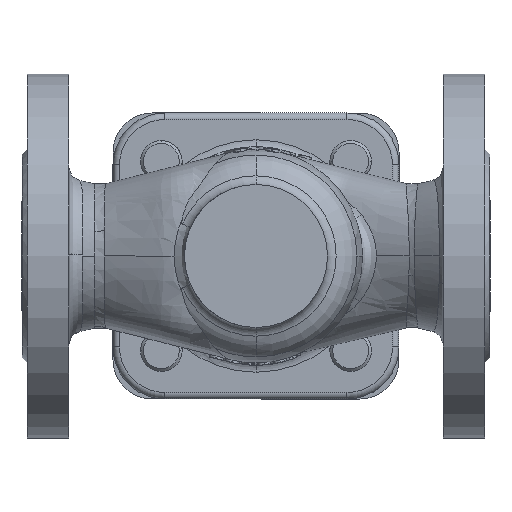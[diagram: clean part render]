
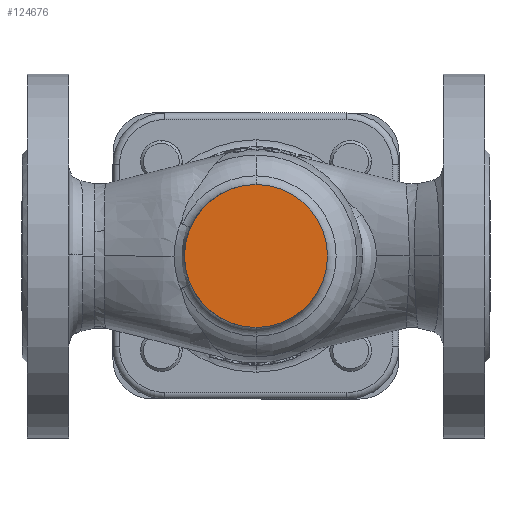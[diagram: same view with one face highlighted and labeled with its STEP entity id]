
A CAD part, front view. The second image highlights one B-rep face of the part: STEP entity #124676.
In plain terms, the highlighted planar face has unit normal (0, -1, 0).
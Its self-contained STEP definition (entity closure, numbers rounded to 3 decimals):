
#13665 = ORIENTED_EDGE ( 'NONE', *, *, #59914, .F. ) ;
#20215 = CARTESIAN_POINT ( 'NONE',  ( 0., -67., 0. ) ) ;
#24489 = VERTEX_POINT ( 'NONE', #116501 ) ;
#31816 = DIRECTION ( 'NONE',  ( 0., 0., 1. ) ) ;
#52962 = CARTESIAN_POINT ( 'NONE',  ( 0., -67., 0. ) ) ;
#55042 = CARTESIAN_POINT ( 'NONE',  ( 0., -67., 0. ) ) ;
#59914 = EDGE_CURVE ( 'NONE', #112240, #24489, #139886, .T. ) ;
#64542 = DIRECTION ( 'NONE',  ( 0., 0., 1. ) ) ;
#66624 = DIRECTION ( 'NONE',  ( 0., 1., 0. ) ) ;
#67062 = EDGE_LOOP ( 'NONE', ( #147643, #13665 ) ) ;
#97110 = CARTESIAN_POINT ( 'NONE',  ( 0., -67., 27.5 ) ) ;
#100939 = PLANE ( 'NONE',  #142859 ) ;
#100967 = DIRECTION ( 'NONE',  ( 0., 1., 0. ) ) ;
#103796 = AXIS2_PLACEMENT_3D ( 'NONE', #52962, #133730, #64542 ) ;
#105560 = AXIS2_PLACEMENT_3D ( 'NONE', #20215, #100967, #31816 ) ;
#112240 = VERTEX_POINT ( 'NONE', #97110 ) ;
#116501 = CARTESIAN_POINT ( 'NONE',  ( 0., -67., -27.5 ) ) ;
#118980 = EDGE_CURVE ( 'NONE', #24489, #112240, #144585, .T. ) ;
#124676 = ADVANCED_FACE ( 'NONE', ( #149880 ), #100939, .F. ) ;
#133730 = DIRECTION ( 'NONE',  ( 0., 1., 0. ) ) ;
#139886 = CIRCLE ( 'NONE', #105560, 27.5 ) ;
#142859 = AXIS2_PLACEMENT_3D ( 'NONE', #55042, #66624, #147491 ) ;
#144585 = CIRCLE ( 'NONE', #103796, 27.5 ) ;
#147491 = DIRECTION ( 'NONE',  ( 0., 0., 1. ) ) ;
#147643 = ORIENTED_EDGE ( 'NONE', *, *, #118980, .F. ) ;
#149880 = FACE_OUTER_BOUND ( 'NONE', #67062, .T. ) ;
